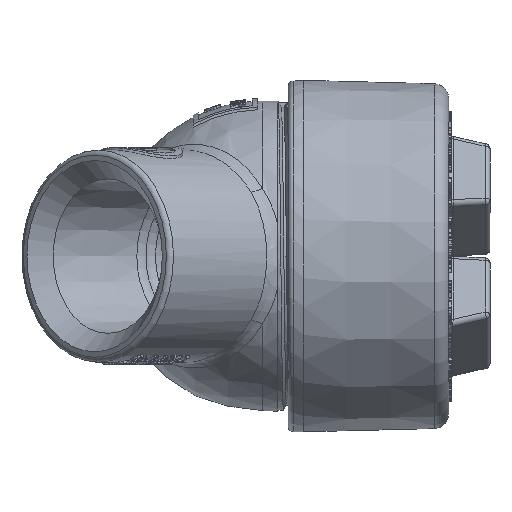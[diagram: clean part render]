
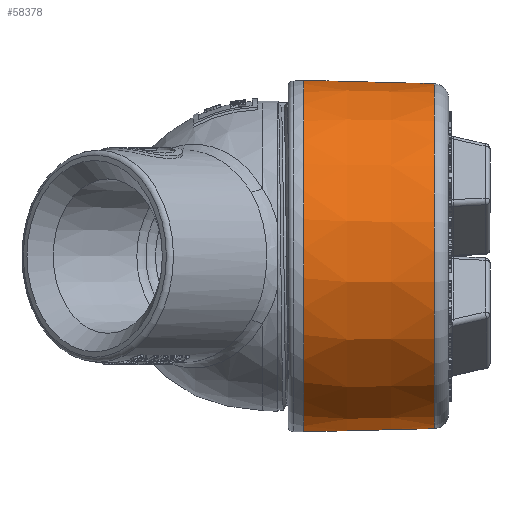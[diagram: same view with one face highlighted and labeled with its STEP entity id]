
A CAD part, left-side view. The second image highlights one B-rep face of the part: STEP entity #58378.
In plain terms, the highlighted conical face has half-angle 1.5 degrees and reference radius 26.988 mm.
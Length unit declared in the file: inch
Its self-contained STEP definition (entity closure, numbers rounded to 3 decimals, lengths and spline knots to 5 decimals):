
#3890=CIRCLE('',#61413,1.0625);
#3891=CIRCLE('',#61414,1.0625);
#3902=CIRCLE('',#61433,1.04188);
#3979=CONICAL_SURFACE('',#61432,1.0625,0.026);
#6889=FACE_OUTER_BOUND('',#10158,.T.);
#10158=EDGE_LOOP('',(#51948,#51949,#51950,#51951,#51952,#51953,#51954,#51955,
#51956,#51957,#51958,#51959,#51960,#51961));
#12003=B_SPLINE_CURVE_WITH_KNOTS('',3,(#108470,#108471,#108472,#108473),
 .UNSPECIFIED.,.F.,.F.,(4,4),(-0.06184,-0.05541),
 .UNSPECIFIED.);
#12004=B_SPLINE_CURVE_WITH_KNOTS('',3,(#108475,#108476,#108477,#108478,
#108479),.UNSPECIFIED.,.F.,.F.,(4,1,4),(-0.05544,-0.05442,
0.),.UNSPECIFIED.);
#12006=B_SPLINE_CURVE_WITH_KNOTS('',3,(#108490,#108491,#108492,#108493,
#108494),.UNSPECIFIED.,.F.,.F.,(4,1,4),(-0.19048,-0.08163,
-0.06186),.UNSPECIFIED.);
#12007=B_SPLINE_CURVE_WITH_KNOTS('',3,(#108527,#108528,#108529,#108530),
 .UNSPECIFIED.,.F.,.F.,(4,4),(-0.13507,-0.12865),
 .UNSPECIFIED.);
#12008=B_SPLINE_CURVE_WITH_KNOTS('',3,(#108532,#108533,#108534,#108535,
#108536),.UNSPECIFIED.,.F.,.F.,(4,1,4),(-0.12863,-0.10885,
0.),.UNSPECIFIED.);
#12010=B_SPLINE_CURVE_WITH_KNOTS('',3,(#108548,#108549,#108550,#108551,
#108552),.UNSPECIFIED.,.F.,.F.,(4,1,4),(-0.19049,-0.13606,
-0.13505),.UNSPECIFIED.);
#12012=B_SPLINE_CURVE_WITH_KNOTS('',3,(#108577,#108578,#108579,#108580),
 .UNSPECIFIED.,.F.,.F.,(4,4),(-0.7515,-0.28903),
 .UNSPECIFIED.);
#12013=B_SPLINE_CURVE_WITH_KNOTS('',3,(#108603,#108604,#108605,#108606),
 .UNSPECIFIED.,.F.,.F.,(4,4),(-0.1003,0.1003),
 .UNSPECIFIED.);
#12015=B_SPLINE_CURVE_WITH_KNOTS('',3,(#108635,#108636,#108637,#108638),
 .UNSPECIFIED.,.F.,.F.,(4,4),(-2.05007,-1.58759),
 .UNSPECIFIED.);
#17342=LINE('',#108651,#22730);
#22730=VECTOR('',#72716,1.0625);
#28051=VERTEX_POINT('',#108380);
#28052=VERTEX_POINT('',#108393);
#28053=VERTEX_POINT('',#108398);
#28056=VERTEX_POINT('',#108468);
#28057=VERTEX_POINT('',#108469);
#28058=VERTEX_POINT('',#108474);
#28060=VERTEX_POINT('',#108488);
#28061=VERTEX_POINT('',#108525);
#28062=VERTEX_POINT('',#108526);
#28063=VERTEX_POINT('',#108531);
#28066=VERTEX_POINT('',#108546);
#28071=VERTEX_POINT('',#108649);
#36014=EDGE_CURVE('',#28052,#28053,#3890,.T.);
#36015=EDGE_CURVE('',#28053,#28051,#3891,.T.);
#36020=EDGE_CURVE('',#28056,#28057,#12003,.T.);
#36021=EDGE_CURVE('',#28057,#28058,#12004,.T.);
#36025=EDGE_CURVE('',#28060,#28056,#12006,.T.);
#36026=EDGE_CURVE('',#28061,#28062,#12007,.T.);
#36027=EDGE_CURVE('',#28062,#28063,#12008,.T.);
#36031=EDGE_CURVE('',#28066,#28061,#12010,.T.);
#36033=EDGE_CURVE('',#28063,#28052,#12012,.T.);
#36037=EDGE_CURVE('',#28058,#28066,#12013,.T.);
#36041=EDGE_CURVE('',#28051,#28060,#12015,.T.);
#36047=EDGE_CURVE('',#28071,#28071,#3902,.T.);
#36048=EDGE_CURVE('',#28071,#28053,#17342,.T.);
#51948=ORIENTED_EDGE('',*,*,#36047,.F.);
#51949=ORIENTED_EDGE('',*,*,#36048,.T.);
#51950=ORIENTED_EDGE('',*,*,#36014,.F.);
#51951=ORIENTED_EDGE('',*,*,#36033,.F.);
#51952=ORIENTED_EDGE('',*,*,#36027,.F.);
#51953=ORIENTED_EDGE('',*,*,#36026,.F.);
#51954=ORIENTED_EDGE('',*,*,#36031,.F.);
#51955=ORIENTED_EDGE('',*,*,#36037,.F.);
#51956=ORIENTED_EDGE('',*,*,#36021,.F.);
#51957=ORIENTED_EDGE('',*,*,#36020,.F.);
#51958=ORIENTED_EDGE('',*,*,#36025,.F.);
#51959=ORIENTED_EDGE('',*,*,#36041,.F.);
#51960=ORIENTED_EDGE('',*,*,#36015,.F.);
#51961=ORIENTED_EDGE('',*,*,#36048,.F.);
#58378=ADVANCED_FACE('',(#6889),#3979,.T.);
#61413=AXIS2_PLACEMENT_3D('',#108399,#72668,#72669);
#61414=AXIS2_PLACEMENT_3D('',#108400,#72670,#72671);
#61432=AXIS2_PLACEMENT_3D('',#108648,#72712,#72713);
#61433=AXIS2_PLACEMENT_3D('',#108650,#72714,#72715);
#72668=DIRECTION('center_axis',(0.,0.,-1.));
#72669=DIRECTION('ref_axis',(-1.,0.,0.));
#72670=DIRECTION('center_axis',(0.,0.,-1.));
#72671=DIRECTION('ref_axis',(-1.,0.,0.));
#72712=DIRECTION('center_axis',(0.,0.,-1.));
#72713=DIRECTION('ref_axis',(-1.,0.,0.));
#72714=DIRECTION('center_axis',(0.,0.,1.));
#72715=DIRECTION('ref_axis',(-1.,0.,0.));
#72716=DIRECTION('',(0.026,0.,-1.));
#108380=CARTESIAN_POINT('',(-0.40321,-0.98302,0.));
#108393=CARTESIAN_POINT('',(-0.64972,-0.8407,0.));
#108398=CARTESIAN_POINT('',(1.0625,0.,0.));
#108399=CARTESIAN_POINT('Origin',(0.,0.,0.));
#108400=CARTESIAN_POINT('Origin',(0.,0.,0.));
#108468=CARTESIAN_POINT('',(-0.4163,-0.97106,0.22788));
#108469=CARTESIAN_POINT('',(-0.41807,-0.97025,0.22945));
#108470=CARTESIAN_POINT('Ctrl Pts',(-0.41632,-0.97105,
0.22787));
#108471=CARTESIAN_POINT('Ctrl Pts',(-0.41689,-0.97079,
0.22842));
#108472=CARTESIAN_POINT('Ctrl Pts',(-0.41748,-0.97052,
0.22895));
#108473=CARTESIAN_POINT('Ctrl Pts',(-0.41809,-0.97025,
0.22945));
#108474=CARTESIAN_POINT('',(-0.43641,-0.96198,0.23531));
#108475=CARTESIAN_POINT('Ctrl Pts',(-0.41808,-0.97025,
0.22944));
#108476=CARTESIAN_POINT('Ctrl Pts',(-0.41818,-0.97021,
0.22952));
#108477=CARTESIAN_POINT('Ctrl Pts',(-0.42344,-0.96781,
0.2338));
#108478=CARTESIAN_POINT('Ctrl Pts',(-0.43005,-0.96484,
0.23603));
#108479=CARTESIAN_POINT('Ctrl Pts',(-0.43641,-0.96198,
0.23531));
#108488=CARTESIAN_POINT('',(-0.40081,-0.97885,0.18201));
#108490=CARTESIAN_POINT('Ctrl Pts',(-0.40081,-0.97885,
0.18201));
#108491=CARTESIAN_POINT('Ctrl Pts',(-0.40063,-0.97852,
0.19629));
#108492=CARTESIAN_POINT('Ctrl Pts',(-0.40418,-0.97661,
0.21372));
#108493=CARTESIAN_POINT('Ctrl Pts',(-0.41455,-0.97186,
0.22617));
#108494=CARTESIAN_POINT('Ctrl Pts',(-0.41631,-0.97105,
0.22787));
#108525=CARTESIAN_POINT('',(-0.63123,-0.84719,0.22945));
#108526=CARTESIAN_POINT('',(-0.63281,-0.84606,0.22788));
#108527=CARTESIAN_POINT('Ctrl Pts',(-0.63121,-0.8472,
0.22945));
#108528=CARTESIAN_POINT('Ctrl Pts',(-0.63176,-0.84681,
0.22895));
#108529=CARTESIAN_POINT('Ctrl Pts',(-0.63229,-0.84643,
0.22842));
#108530=CARTESIAN_POINT('Ctrl Pts',(-0.6328,-0.84607,
0.22787));
#108531=CARTESIAN_POINT('',(-0.6473,-0.83654,0.18201));
#108532=CARTESIAN_POINT('Ctrl Pts',(-0.6328,-0.84606,
0.22787));
#108533=CARTESIAN_POINT('Ctrl Pts',(-0.63438,-0.84494,
0.22617));
#108534=CARTESIAN_POINT('Ctrl Pts',(-0.64368,-0.83834,
0.21372));
#108535=CARTESIAN_POINT('Ctrl Pts',(-0.64711,-0.83621,
0.19629));
#108536=CARTESIAN_POINT('Ctrl Pts',(-0.6473,-0.83654,
0.18201));
#108546=CARTESIAN_POINT('',(-0.61489,-0.85893,0.23531));
#108548=CARTESIAN_POINT('Ctrl Pts',(-0.61489,-0.85893,
0.23531));
#108549=CARTESIAN_POINT('Ctrl Pts',(-0.62055,-0.85485,
0.23603));
#108550=CARTESIAN_POINT('Ctrl Pts',(-0.62643,-0.85062,
0.2338));
#108551=CARTESIAN_POINT('Ctrl Pts',(-0.63114,-0.84725,
0.22952));
#108552=CARTESIAN_POINT('Ctrl Pts',(-0.63122,-0.84719,
0.22944));
#108577=CARTESIAN_POINT('Ctrl Pts',(-0.6473,-0.83654,
0.18201));
#108578=CARTESIAN_POINT('Ctrl Pts',(-0.64811,-0.83793,
0.12134));
#108579=CARTESIAN_POINT('Ctrl Pts',(-0.64891,-0.83931,
0.06067));
#108580=CARTESIAN_POINT('Ctrl Pts',(-0.64972,-0.8407,
0.));
#108603=CARTESIAN_POINT('Ctrl Pts',(-0.43641,-0.96198,
0.23531));
#108604=CARTESIAN_POINT('Ctrl Pts',(-0.49915,-0.93371,
0.22829));
#108605=CARTESIAN_POINT('Ctrl Pts',(-0.55905,-0.89913,
0.22829));
#108606=CARTESIAN_POINT('Ctrl Pts',(-0.61489,-0.85893,
0.23531));
#108635=CARTESIAN_POINT('Ctrl Pts',(-0.40321,-0.98302,
0.));
#108636=CARTESIAN_POINT('Ctrl Pts',(-0.40241,-0.98163,
0.06067));
#108637=CARTESIAN_POINT('Ctrl Pts',(-0.40161,-0.98024,
0.12134));
#108638=CARTESIAN_POINT('Ctrl Pts',(-0.40081,-0.97885,
0.18201));
#108648=CARTESIAN_POINT('Origin',(0.,0.,0.));
#108649=CARTESIAN_POINT('',(1.04188,0.,0.78736));
#108650=CARTESIAN_POINT('Origin',(0.,0.,0.78736));
#108651=CARTESIAN_POINT('',(1.0625,0.,0.));
